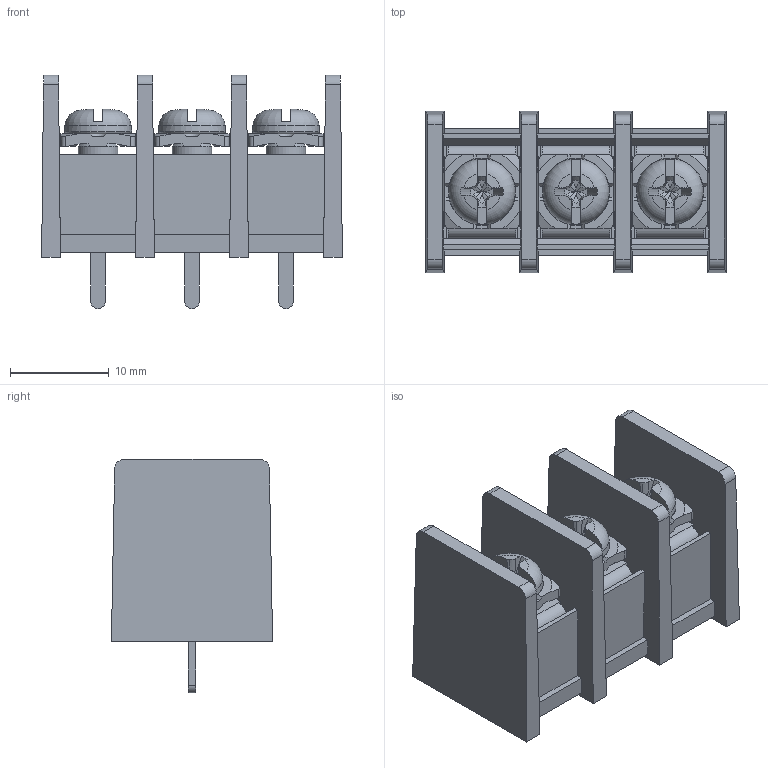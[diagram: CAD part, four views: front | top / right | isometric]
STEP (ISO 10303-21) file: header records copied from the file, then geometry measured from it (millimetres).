
FILE_DESCRIPTION(('STEP AP214'), '1');
FILE_NAME('DG45', '2019-10-04T22:10:44', ('AF'), (''), 'UNSPECIFIED', 'UNSPECIFIED', '');
FILE_SCHEMA(('AUTOMOTIVE_DESIGN { 1 0 10303 214 3 1 1}'));
Length unit declared in the file: millimetre
Assembly tree (9 placements, depth 2):
  (unnamed)
    (unnamed)  x3
    (unnamed)  x3
    (unnamed)  x3
Bounding box: 30.4 x 16.3 x 23.6 mm (x, y, z)
Volume: 4042.5 mm3; surface area: 6607.9 mm2
Topology: 10 solids, 10 shells, 782 faces, 2031 edges, 1266 vertices
Faces by surface type: plane 549, cone 81, cylinder 80, bspline 48, torus 12, sphere 12
Full cylindrical faces by diameter (mm): 3.3 x6, 3.4 x3, 4 x3, 4.9 x3
Entity records: 15980 total; most frequent: CARTESIAN_POINT 3075, ORIENTED_EDGE 2028, DIRECTION 1827, EDGE_CURVE 1014, LINE 789, VECTOR 789, VERTEX_POINT 661, AXIS2_PLACEMENT_3D 519
